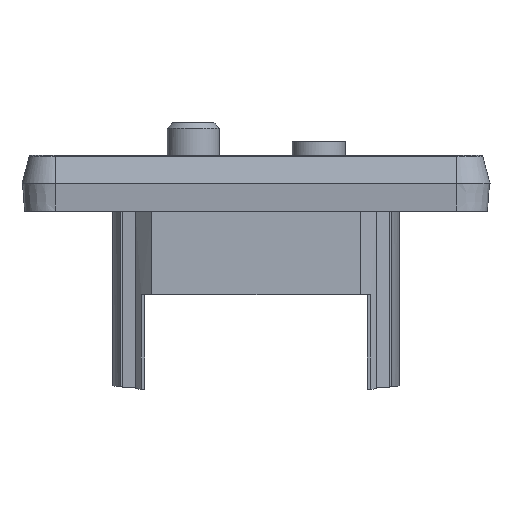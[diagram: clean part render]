
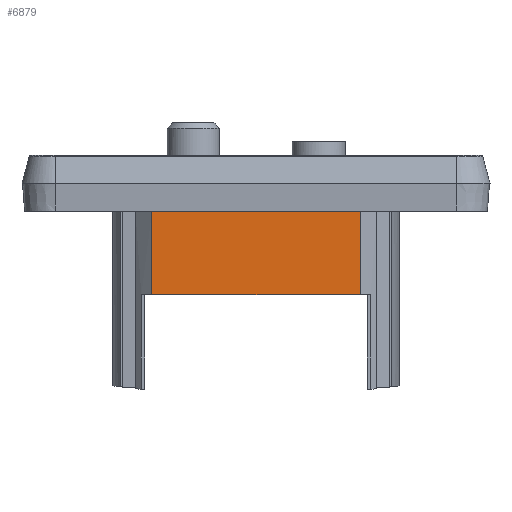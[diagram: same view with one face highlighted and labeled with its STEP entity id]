
A CAD part, front view. The second image highlights one B-rep face of the part: STEP entity #6879.
In plain terms, the highlighted planar face has unit normal (0, -1, 0).
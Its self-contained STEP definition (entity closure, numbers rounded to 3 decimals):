
#272 = CARTESIAN_POINT ( 'NONE',  ( -18.667, -21.8, 0. ) ) ;
#1180 = VERTEX_POINT ( 'NONE', #4966 ) ;
#1674 = PLANE ( 'NONE',  #9108 ) ;
#1775 = CARTESIAN_POINT ( 'NONE',  ( 18.667, -21.8, -15. ) ) ;
#1997 = CARTESIAN_POINT ( 'NONE',  ( -18.667, -21.8, 0. ) ) ;
#2143 = CARTESIAN_POINT ( 'NONE',  ( 6.222, -21.8, -15. ) ) ;
#2776 = EDGE_LOOP ( 'NONE', ( #3497, #6292, #6243, #10649 ) ) ;
#3497 = ORIENTED_EDGE ( 'NONE', *, *, #7440, .T. ) ;
#3849 = CARTESIAN_POINT ( 'NONE',  ( 18.667, -21.8, -5. ) ) ;
#3869 = B_SPLINE_CURVE_WITH_KNOTS ( 'NONE', 3,
 ( #8693, #9006, #2143, #8951 ),
 .UNSPECIFIED., .F., .F.,
 ( 4, 4 ),
 ( 0., 1. ),
 .UNSPECIFIED. ) ;
#4055 = EDGE_CURVE ( 'NONE', #7702, #1180, #10303, .T. ) ;
#4064 = B_SPLINE_CURVE_WITH_KNOTS ( 'NONE', 3,
 ( #10248, #10568, #3849, #10516 ),
 .UNSPECIFIED., .F., .F.,
 ( 4, 4 ),
 ( 0., 1. ),
 .UNSPECIFIED. ) ;
#4966 = CARTESIAN_POINT ( 'NONE',  ( -18.667, -21.8, -15. ) ) ;
#5194 = CARTESIAN_POINT ( 'NONE',  ( 18.667, -21.8, 0. ) ) ;
#5246 = CARTESIAN_POINT ( 'NONE',  ( -6.222, -21.8, 0. ) ) ;
#5534 = B_SPLINE_CURVE_WITH_KNOTS ( 'NONE', 3,
 ( #5194, #6928, #5246, #1997 ),
 .UNSPECIFIED., .F., .F.,
 ( 4, 4 ),
 ( 0., 1. ),
 .UNSPECIFIED. ) ;
#5900 = FACE_OUTER_BOUND ( 'NONE', #2776, .T. ) ;
#5989 = CARTESIAN_POINT ( 'NONE',  ( -18.667, -21.8, -5. ) ) ;
#6243 = ORIENTED_EDGE ( 'NONE', *, *, #10327, .T. ) ;
#6292 = ORIENTED_EDGE ( 'NONE', *, *, #9154, .T. ) ;
#6879 = ADVANCED_FACE ( 'NONE', ( #5900 ), #1674, .T. ) ;
#6928 = CARTESIAN_POINT ( 'NONE',  ( 6.222, -21.8, 0. ) ) ;
#7351 = CARTESIAN_POINT ( 'NONE',  ( -18.667, -21.8, 0. ) ) ;
#7440 = EDGE_CURVE ( 'NONE', #1180, #10242, #3869, .T. ) ;
#7477 = CARTESIAN_POINT ( 'NONE',  ( 18.667, -21.8, 0. ) ) ;
#7674 = CARTESIAN_POINT ( 'NONE',  ( -18.667, -21.8, -10. ) ) ;
#7702 = VERTEX_POINT ( 'NONE', #272 ) ;
#8532 = CARTESIAN_POINT ( 'NONE',  ( -18.667, -21.8, -15. ) ) ;
#8693 = CARTESIAN_POINT ( 'NONE',  ( -18.667, -21.8, -15. ) ) ;
#8951 = CARTESIAN_POINT ( 'NONE',  ( 18.667, -21.8, -15. ) ) ;
#9006 = CARTESIAN_POINT ( 'NONE',  ( -6.222, -21.8, -15. ) ) ;
#9108 = AXIS2_PLACEMENT_3D ( 'NONE', #7477, #9156, #10666 ) ;
#9154 = EDGE_CURVE ( 'NONE', #10242, #9267, #4064, .T. ) ;
#9156 = DIRECTION ( 'NONE',  ( 0., -1., 0. ) ) ;
#9267 = VERTEX_POINT ( 'NONE', #10462 ) ;
#10242 = VERTEX_POINT ( 'NONE', #1775 ) ;
#10248 = CARTESIAN_POINT ( 'NONE',  ( 18.667, -21.8, -15. ) ) ;
#10303 = B_SPLINE_CURVE_WITH_KNOTS ( 'NONE', 3,
 ( #7351, #5989, #7674, #8532 ),
 .UNSPECIFIED., .F., .F.,
 ( 4, 4 ),
 ( 0., 1. ),
 .UNSPECIFIED. ) ;
#10327 = EDGE_CURVE ( 'NONE', #9267, #7702, #5534, .T. ) ;
#10462 = CARTESIAN_POINT ( 'NONE',  ( 18.667, -21.8, 0. ) ) ;
#10516 = CARTESIAN_POINT ( 'NONE',  ( 18.667, -21.8, 0. ) ) ;
#10568 = CARTESIAN_POINT ( 'NONE',  ( 18.667, -21.8, -10. ) ) ;
#10649 = ORIENTED_EDGE ( 'NONE', *, *, #4055, .T. ) ;
#10666 = DIRECTION ( 'NONE',  ( 0., 0., -1. ) ) ;
